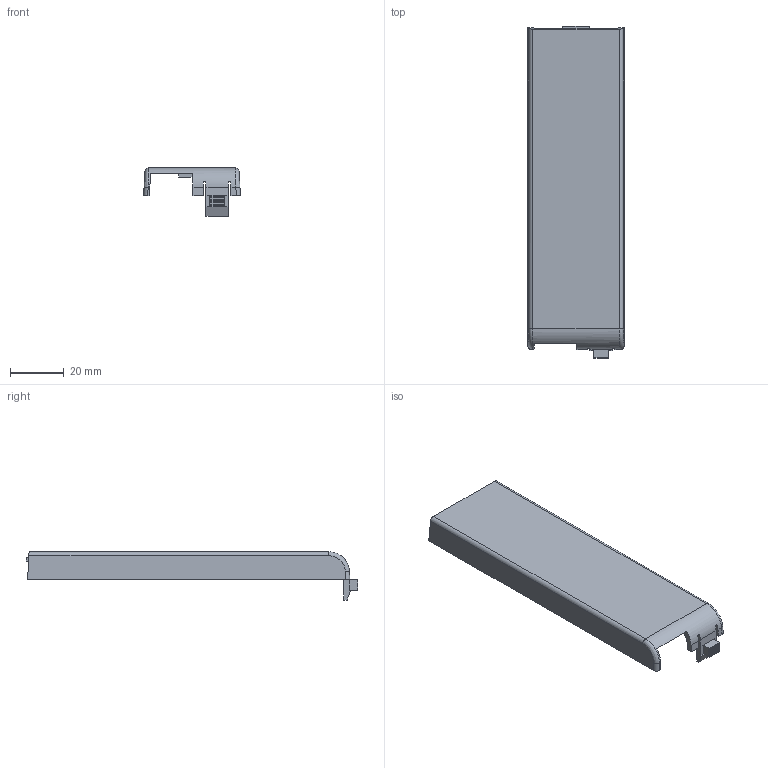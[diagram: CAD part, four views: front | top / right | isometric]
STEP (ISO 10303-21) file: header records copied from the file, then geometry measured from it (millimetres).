
FILE_DESCRIPTION (( 'STEP AP214' ), '1' );
FILE_NAME ('D4-IOCVR.step', '2014-09-23T18:05:29', ( '' ), ( '' ), 'SwSTEP 2.0', 'SolidWorks 2014', '' );
FILE_SCHEMA (( 'AUTOMOTIVE_DESIGN' ));
Length unit declared in the file: inch
Products named in the file (1): D4-IOCVR
Bounding box: 35.94 x 123.27 x 17.91 mm (x, y, z)
Volume: 12785.9 mm3; surface area: 13112.3 mm2
Topology: 1 solids, 1 shells, 76 faces, 212 edges, 138 vertices
Faces by surface type: plane 64, cylinder 10, bspline 2
Entity records: 3492 total; most frequent: CARTESIAN_POINT 555, ORIENTED_EDGE 424, DIRECTION 358, EDGE_CURVE 212, VECTOR 180, LINE 180, VERTEX_POINT 138, AXIS2_PLACEMENT_3D 89
